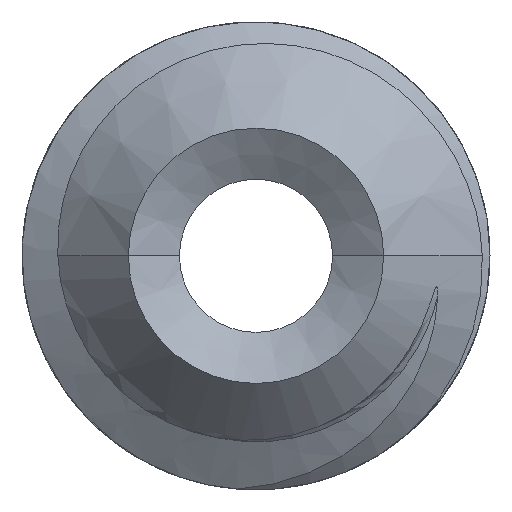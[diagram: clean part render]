
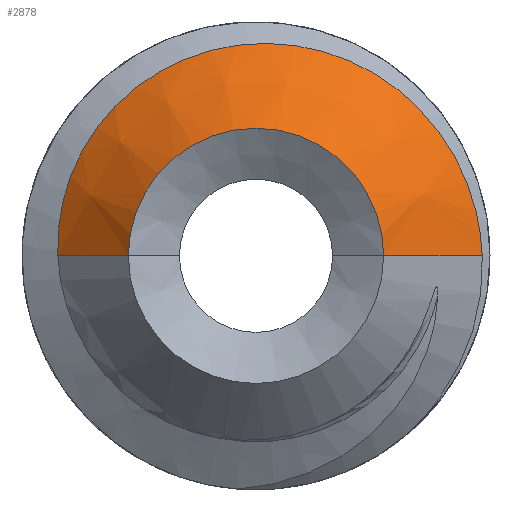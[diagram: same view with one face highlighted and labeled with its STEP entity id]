
A CAD part, left-side view. The second image highlights one B-rep face of the part: STEP entity #2878.
In plain terms, the highlighted conical face has half-angle 45 degrees and reference radius 1.056 mm.
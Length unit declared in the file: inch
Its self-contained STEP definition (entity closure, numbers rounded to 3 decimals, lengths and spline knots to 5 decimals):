
#963=CARTESIAN_POINT('',(0.01658,0.04658,0.));
#964=CARTESIAN_POINT('',(0.01669,0.04669,
0.00234));
#965=CARTESIAN_POINT('',(0.0169,0.04655,
0.00707));
#966=CARTESIAN_POINT('',(0.01722,0.04524,
0.01417));
#967=CARTESIAN_POINT('',(0.01754,0.04283,
0.02106));
#968=CARTESIAN_POINT('',(0.01786,0.03942,
0.02746));
#969=CARTESIAN_POINT('',(0.01818,0.03509,
0.03328));
#970=CARTESIAN_POINT('',(0.0185,0.02981,
0.03849));
#971=CARTESIAN_POINT('',(0.01882,0.02377,
0.04286));
#972=CARTESIAN_POINT('',(0.01913,0.0172,
0.04622));
#973=CARTESIAN_POINT('',(0.01945,0.01022,
0.04857));
#974=CARTESIAN_POINT('',(0.01976,0.00287,
0.04986));
#975=CARTESIAN_POINT('',(0.02007,-0.00456,
0.05005));
#976=CARTESIAN_POINT('',(0.02039,-0.01204,
0.04912));
#977=CARTESIAN_POINT('',(0.0207,-0.01927,
0.0471));
#978=CARTESIAN_POINT('',(0.02101,-0.02623,
0.04397));
#979=CARTESIAN_POINT('',(0.02133,-0.03267,
0.03983));
#980=CARTESIAN_POINT('',(0.02164,-0.0384,
0.03481));
#981=CARTESIAN_POINT('',(0.02195,-0.04334,
0.02897));
#982=CARTESIAN_POINT('',(0.02226,-0.04742,
0.0224));
#983=CARTESIAN_POINT('',(0.02257,-0.05049,
0.0153));
#984=CARTESIAN_POINT('',(0.02288,-0.05249,
0.00777));
#985=CARTESIAN_POINT('',(0.02308,-0.05308,
0.0026));
#986=CARTESIAN_POINT('',(0.02318,-0.05318,0.));
#1315=DIRECTION('',(0.707,0.707,0.));
#1316=VECTOR('',#1315,0.02345);
#1317=CARTESIAN_POINT('',(0.,0.03,0.));
#1318=LINE('',#1317,#1316);
#1319=DIRECTION('',(0.707,-0.707,0.));
#1320=VECTOR('',#1319,0.03279);
#1321=CARTESIAN_POINT('',(0.,-0.03,0.));
#1322=LINE('',#1321,#1320);
#1323=CARTESIAN_POINT('',(0.,0.,0.));
#1324=DIRECTION('',(1.,0.,0.));
#1325=DIRECTION('',(0.,1.,0.));
#1326=AXIS2_PLACEMENT_3D('',#1323,#1324,#1325);
#1444=CARTESIAN_POINT('',(0.,0.03,0.));
#1445=CARTESIAN_POINT('',(0.01658,0.04658,0.));
#1446=VERTEX_POINT('',#1444);
#1447=VERTEX_POINT('',#1445);
#1448=CARTESIAN_POINT('',(0.,-0.03,0.));
#1449=CARTESIAN_POINT('',(0.02318,-0.05318,0.));
#1450=VERTEX_POINT('',#1448);
#1451=VERTEX_POINT('',#1449);
#2866=CARTESIAN_POINT('',(0.01159,0.,0.));
#2867=DIRECTION('',(1.,0.,0.));
#2868=DIRECTION('',(0.,-1.,0.));
#2869=AXIS2_PLACEMENT_3D('',#2866,#2867,#2868);
#2870=CONICAL_SURFACE('',#2869,0.04159,45.);
#2871=ORIENTED_EDGE('',*,*,#2138,.T.);
#2872=ORIENTED_EDGE('',*,*,#2122,.T.);
#2873=ORIENTED_EDGE('',*,*,#2142,.F.);
#2875=ORIENTED_EDGE('',*,*,#2874,.F.);
#2876=EDGE_LOOP('',(#2871,#2872,#2873,#2875));
#2877=FACE_OUTER_BOUND('',#2876,.F.);
#987=B_SPLINE_CURVE_WITH_KNOTS('',3,(#963,#964,#965,#966,#967,#968,#969,#970,
#971,#972,#973,#974,#975,#976,#977,#978,#979,#980,#981,#982,#983,#984,#985,
#986),.UNSPECIFIED.,.F.,.F.,(4,1,1,1,1,1,1,1,1,1,1,1,1,1,1,1,1,1,1,1,1,4),(0.,
0.04762,0.09524,0.14286,0.19048,
0.2381,0.28571,0.33333,0.38095,
0.42857,0.47619,0.52381,0.57143,
0.61905,0.66667,0.71429,0.7619,
0.80952,0.85714,0.90476,0.95238,1.),
.UNSPECIFIED.);
#1327=CIRCLE('',#1326,0.03);
#2122=EDGE_CURVE('',#1447,#1451,#987,.T.);
#2138=EDGE_CURVE('',#1446,#1447,#1318,.T.);
#2142=EDGE_CURVE('',#1450,#1451,#1322,.T.);
#2874=EDGE_CURVE('',#1446,#1450,#1327,.T.);
#2878=ADVANCED_FACE('',(#2877),#2870,.T.);
